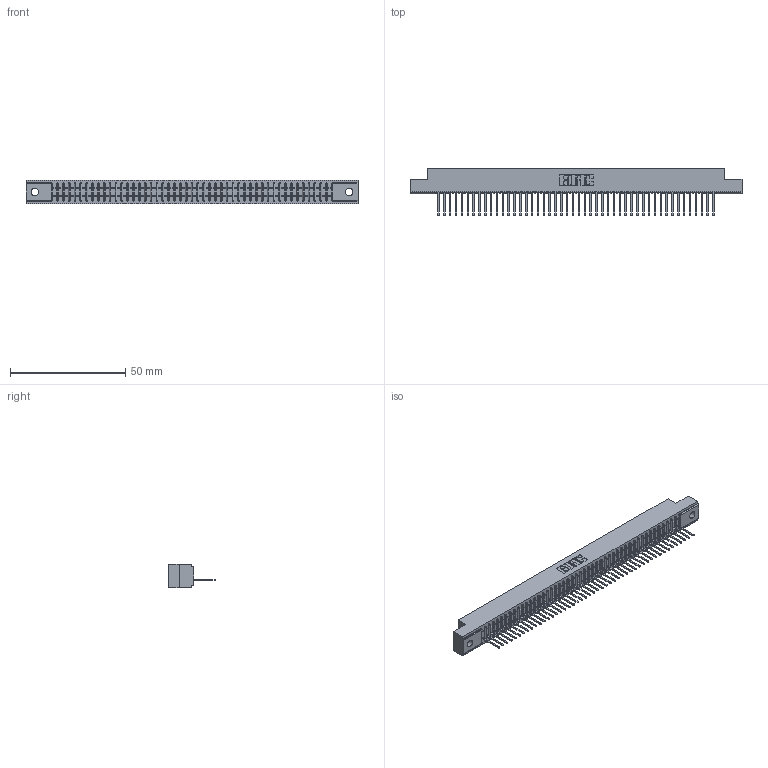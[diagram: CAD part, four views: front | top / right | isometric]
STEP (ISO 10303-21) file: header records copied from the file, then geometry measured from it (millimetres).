
FILE_DESCRIPTION (( 'STEP AP203' ), '1' );
FILE_NAME ('391-048-522-102.STEP', '2018-08-09T04:10:35', ( '' ), ( '' ), 'SwSTEP 2.0', 'SolidWorks 2016', '' );
FILE_SCHEMA (( 'CONFIG_CONTROL_DESIGN' ));
Length unit declared in the file: inch
Products named in the file (3): 391-048-522-102; 341 Part_.128 (3.25) Dia Mounting Holes; 341-292-001_341-292-122
Assembly tree (49 placements, depth 2):
  391-048-522-102
    341 Part_.128 (3.25) Dia Mounting Holes
    341-292-001_341-292-122  x48
Bounding box: 144.15 x 20.62 x 10.16 mm (x, y, z)
Volume: 10331.8 mm3; surface area: 16318.6 mm2
Topology: 49 solids, 49 shells, 4052 faces, 11692 edges, 7502 vertices
Faces by surface type: plane 2516, cylinder 1344, sphere 98, torus 94
Entity records: 55757 total; most frequent: CARTESIAN_POINT 9476, ORIENTED_EDGE 9464, DIRECTION 9142, EDGE_CURVE 4732, VECTOR 3830, LINE 3830, VERTEX_POINT 2990, AXIS2_PLACEMENT_3D 2656
